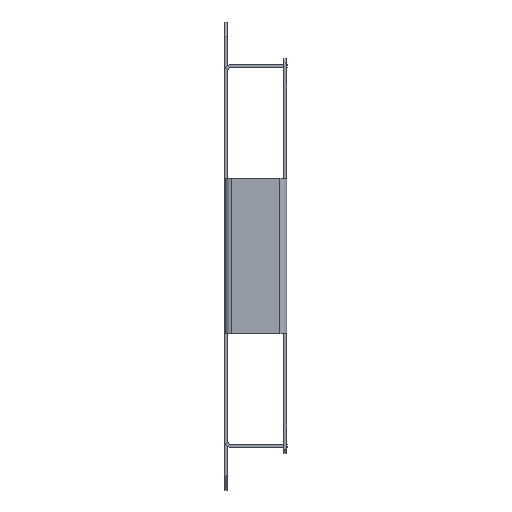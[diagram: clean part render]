
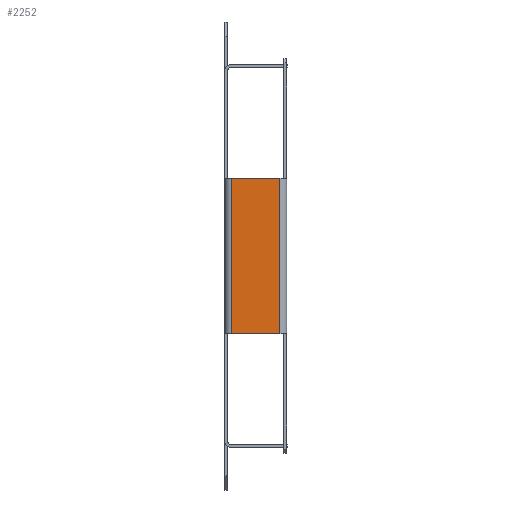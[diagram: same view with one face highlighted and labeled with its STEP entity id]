
A CAD part, left-side view. The second image highlights one B-rep face of the part: STEP entity #2252.
In plain terms, the highlighted planar face has unit normal (-1, 0, 0).
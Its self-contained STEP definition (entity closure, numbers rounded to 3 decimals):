
#85 = VECTOR ( 'NONE', #4188, 1000. ) ;
#108 = CARTESIAN_POINT ( 'NONE',  ( -70., -2.4, -27.5 ) ) ;
#408 = DIRECTION ( 'NONE',  ( 0., 0., -1. ) ) ;
#943 = VECTOR ( 'NONE', #3601, 1000. ) ;
#1035 = EDGE_CURVE ( 'NONE', #3544, #8982, #9362, .T. ) ;
#1701 = CARTESIAN_POINT ( 'NONE',  ( -70., -2.4, 27.5 ) ) ;
#1883 = LINE ( 'NONE', #5768, #943 ) ;
#1912 = FACE_OUTER_BOUND ( 'NONE', #2957, .T. ) ;
#1975 = CARTESIAN_POINT ( 'NONE',  ( -70., -1., -27.5 ) ) ;
#2197 = AXIS2_PLACEMENT_3D ( 'NONE', #1975, #5798, #2928 ) ;
#2252 = ADVANCED_FACE ( 'NONE', ( #1912 ), #4138, .T. ) ;
#2461 = CARTESIAN_POINT ( 'NONE',  ( -70., -2.4, -27.5 ) ) ;
#2928 = DIRECTION ( 'NONE',  ( 0., -1., 0. ) ) ;
#2957 = EDGE_LOOP ( 'NONE', ( #8972, #7001, #8604, #5741 ) ) ;
#3426 = VECTOR ( 'NONE', #408, 1000. ) ;
#3544 = VERTEX_POINT ( 'NONE', #1701 ) ;
#3601 = DIRECTION ( 'NONE',  ( 0., 0., 1. ) ) ;
#4138 = PLANE ( 'NONE',  #2197 ) ;
#4188 = DIRECTION ( 'NONE',  ( 0., 1., 0. ) ) ;
#4522 = VERTEX_POINT ( 'NONE', #8284 ) ;
#5008 = EDGE_CURVE ( 'NONE', #4522, #6050, #1883, .T. ) ;
#5071 = CARTESIAN_POINT ( 'NONE',  ( -70., -1., 27.5 ) ) ;
#5741 = ORIENTED_EDGE ( 'NONE', *, *, #1035, .T. ) ;
#5768 = CARTESIAN_POINT ( 'NONE',  ( -70., -19.6, -27.5 ) ) ;
#5798 = DIRECTION ( 'NONE',  ( -1., 0., 0. ) ) ;
#6050 = VERTEX_POINT ( 'NONE', #8746 ) ;
#6300 = CARTESIAN_POINT ( 'NONE',  ( -70., -1., -27.5 ) ) ;
#6922 = LINE ( 'NONE', #5071, #12564 ) ;
#7001 = ORIENTED_EDGE ( 'NONE', *, *, #5008, .T. ) ;
#8284 = CARTESIAN_POINT ( 'NONE',  ( -70., -19.6, -27.5 ) ) ;
#8337 = LINE ( 'NONE', #6300, #85 ) ;
#8604 = ORIENTED_EDGE ( 'NONE', *, *, #12139, .T. ) ;
#8746 = CARTESIAN_POINT ( 'NONE',  ( -70., -19.6, 27.5 ) ) ;
#8972 = ORIENTED_EDGE ( 'NONE', *, *, #11872, .F. ) ;
#8982 = VERTEX_POINT ( 'NONE', #108 ) ;
#9362 = LINE ( 'NONE', #2461, #3426 ) ;
#11725 = DIRECTION ( 'NONE',  ( 0., 1., 0. ) ) ;
#11872 = EDGE_CURVE ( 'NONE', #4522, #8982, #8337, .T. ) ;
#12139 = EDGE_CURVE ( 'NONE', #6050, #3544, #6922, .T. ) ;
#12564 = VECTOR ( 'NONE', #11725, 1000. ) ;
